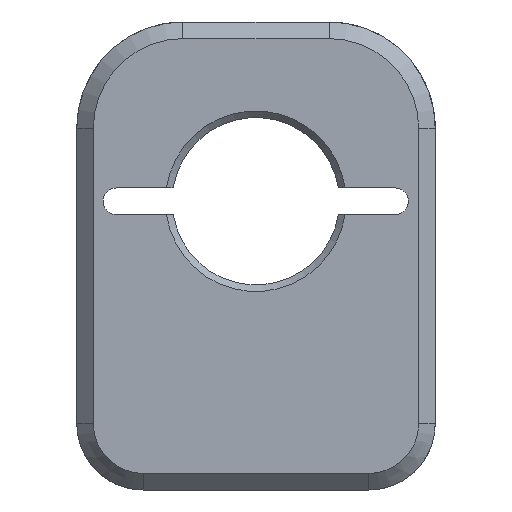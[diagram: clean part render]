
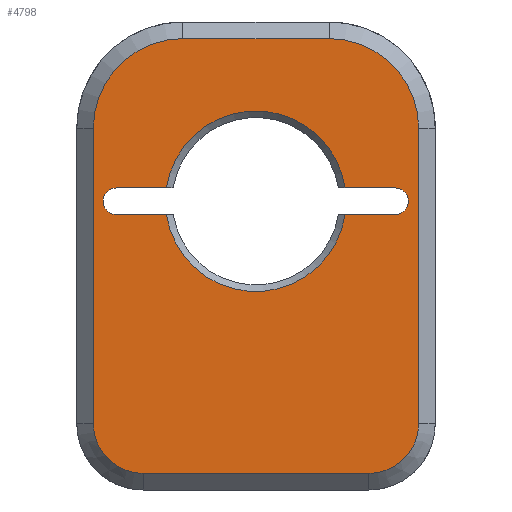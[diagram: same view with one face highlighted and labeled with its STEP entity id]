
A CAD part, front view. The second image highlights one B-rep face of the part: STEP entity #4798.
In plain terms, the highlighted planar face has unit normal (0, -1, 0).
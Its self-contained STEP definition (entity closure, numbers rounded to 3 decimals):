
#77=FACE_BOUND('',#841,.T.);
#376=PLANE('',#5187);
#542=FACE_OUTER_BOUND('',#840,.T.);
#840=EDGE_LOOP('',(#3878,#3879,#3880,#3881,#3882,#3883,#3884,#3885));
#841=EDGE_LOOP('',(#3886,#3887,#3888,#3889,#3890,#3891,#3892,#3893));
#1109=CIRCLE('',#5182,2.);
#1110=CIRCLE('',#5185,2.);
#1111=CIRCLE('',#5188,13.5);
#1112=CIRCLE('',#5189,7.5);
#1113=CIRCLE('',#5190,7.5);
#1114=CIRCLE('',#5191,13.5);
#1115=CIRCLE('',#5192,13.6);
#1116=CIRCLE('',#5193,13.6);
#1486=LINE('',#8170,#1873);
#1490=LINE('',#8180,#1877);
#1493=LINE('',#8192,#1880);
#1496=LINE('',#8207,#1883);
#1497=LINE('',#8211,#1884);
#1498=LINE('',#8215,#1885);
#1499=LINE('',#8219,#1886);
#1500=LINE('',#8223,#1887);
#1873=VECTOR('',#6118,10.);
#1877=VECTOR('',#6128,10.);
#1880=VECTOR('',#6137,10.);
#1883=VECTOR('',#6146,10.);
#1884=VECTOR('',#6149,10.);
#1885=VECTOR('',#6152,10.);
#1886=VECTOR('',#6155,10.);
#1887=VECTOR('',#6158,10.);
#2287=VERTEX_POINT('',#8165);
#2288=VERTEX_POINT('',#8169);
#2290=VERTEX_POINT('',#8177);
#2291=VERTEX_POINT('',#8179);
#2292=VERTEX_POINT('',#8185);
#2293=VERTEX_POINT('',#8189);
#2294=VERTEX_POINT('',#8191);
#2297=VERTEX_POINT('',#8203);
#2298=VERTEX_POINT('',#8209);
#2299=VERTEX_POINT('',#8210);
#2300=VERTEX_POINT('',#8212);
#2301=VERTEX_POINT('',#8214);
#2302=VERTEX_POINT('',#8216);
#2303=VERTEX_POINT('',#8218);
#2304=VERTEX_POINT('',#8220);
#2305=VERTEX_POINT('',#8222);
#2849=EDGE_CURVE('',#2288,#2287,#1486,.T.);
#2854=EDGE_CURVE('',#2291,#2290,#1490,.T.);
#2857=EDGE_CURVE('',#2292,#2290,#1109,.T.);
#2859=EDGE_CURVE('',#2294,#2293,#1493,.T.);
#2862=EDGE_CURVE('',#2288,#2293,#1110,.T.);
#2865=EDGE_CURVE('',#2292,#2297,#1496,.T.);
#2866=EDGE_CURVE('',#2298,#2299,#1497,.T.);
#2867=EDGE_CURVE('',#2300,#2298,#1111,.T.);
#2868=EDGE_CURVE('',#2301,#2300,#1498,.T.);
#2869=EDGE_CURVE('',#2302,#2301,#1112,.T.);
#2870=EDGE_CURVE('',#2303,#2302,#1499,.T.);
#2871=EDGE_CURVE('',#2304,#2303,#1113,.T.);
#2872=EDGE_CURVE('',#2305,#2304,#1500,.T.);
#2873=EDGE_CURVE('',#2299,#2305,#1114,.T.);
#2874=EDGE_CURVE('',#2294,#2297,#1115,.T.);
#2875=EDGE_CURVE('',#2291,#2287,#1116,.T.);
#3878=ORIENTED_EDGE('',*,*,#2866,.F.);
#3879=ORIENTED_EDGE('',*,*,#2867,.F.);
#3880=ORIENTED_EDGE('',*,*,#2868,.F.);
#3881=ORIENTED_EDGE('',*,*,#2869,.F.);
#3882=ORIENTED_EDGE('',*,*,#2870,.F.);
#3883=ORIENTED_EDGE('',*,*,#2871,.F.);
#3884=ORIENTED_EDGE('',*,*,#2872,.F.);
#3885=ORIENTED_EDGE('',*,*,#2873,.F.);
#3886=ORIENTED_EDGE('',*,*,#2854,.T.);
#3887=ORIENTED_EDGE('',*,*,#2857,.F.);
#3888=ORIENTED_EDGE('',*,*,#2865,.T.);
#3889=ORIENTED_EDGE('',*,*,#2874,.F.);
#3890=ORIENTED_EDGE('',*,*,#2859,.T.);
#3891=ORIENTED_EDGE('',*,*,#2862,.F.);
#3892=ORIENTED_EDGE('',*,*,#2849,.T.);
#3893=ORIENTED_EDGE('',*,*,#2875,.F.);
#4798=ADVANCED_FACE('',(#542,#77),#376,.T.);
#5182=AXIS2_PLACEMENT_3D('',#8187,#6132,#6133);
#5185=AXIS2_PLACEMENT_3D('',#8199,#6141,#6142);
#5187=AXIS2_PLACEMENT_3D('',#8208,#6147,#6148);
#5188=AXIS2_PLACEMENT_3D('',#8213,#6150,#6151);
#5189=AXIS2_PLACEMENT_3D('',#8217,#6153,#6154);
#5190=AXIS2_PLACEMENT_3D('',#8221,#6156,#6157);
#5191=AXIS2_PLACEMENT_3D('',#8224,#6159,#6160);
#5192=AXIS2_PLACEMENT_3D('',#8225,#6161,#6162);
#5193=AXIS2_PLACEMENT_3D('',#8226,#6163,#6164);
#6118=DIRECTION('',(-1.,0.,0.));
#6128=DIRECTION('',(-1.,0.,0.));
#6132=DIRECTION('center_axis',(0.,-1.,0.));
#6133=DIRECTION('ref_axis',(-0.707,0.,0.707));
#6137=DIRECTION('',(1.,0.,0.));
#6141=DIRECTION('center_axis',(0.,-1.,0.));
#6142=DIRECTION('ref_axis',(0.707,0.,-0.707));
#6146=DIRECTION('',(1.,0.,0.));
#6147=DIRECTION('center_axis',(0.,-1.,0.));
#6148=DIRECTION('ref_axis',(1.,0.,0.));
#6149=DIRECTION('',(1.,0.,0.));
#6150=DIRECTION('center_axis',(0.,1.,0.));
#6151=DIRECTION('ref_axis',(-0.707,0.,0.707));
#6152=DIRECTION('',(0.,0.,1.));
#6153=DIRECTION('center_axis',(0.,1.,0.));
#6154=DIRECTION('ref_axis',(-0.707,0.,-0.707));
#6155=DIRECTION('',(-1.,0.,0.));
#6156=DIRECTION('center_axis',(0.,1.,0.));
#6157=DIRECTION('ref_axis',(0.707,0.,-0.707));
#6158=DIRECTION('',(0.,0.,-1.));
#6159=DIRECTION('center_axis',(0.,1.,0.));
#6160=DIRECTION('ref_axis',(1.,0.,0.));
#6161=DIRECTION('center_axis',(0.,-1.,0.));
#6162=DIRECTION('ref_axis',(1.,0.,0.));
#6163=DIRECTION('center_axis',(0.,-1.,0.));
#6164=DIRECTION('ref_axis',(1.,0.,0.));
#8165=CARTESIAN_POINT('',(13.423,-9.5,15.));
#8169=CARTESIAN_POINT('',(20.97,-9.5,15.));
#8170=CARTESIAN_POINT('',(11.485,-9.5,15.));
#8177=CARTESIAN_POINT('',(-21.03,-9.5,15.));
#8179=CARTESIAN_POINT('',(-13.482,-9.5,15.));
#8180=CARTESIAN_POINT('',(11.485,-9.5,15.));
#8185=CARTESIAN_POINT('',(-21.03,-9.5,19.));
#8187=CARTESIAN_POINT('Origin',(-21.03,-9.5,17.));
#8189=CARTESIAN_POINT('',(20.97,-9.5,19.));
#8191=CARTESIAN_POINT('',(13.423,-9.5,19.));
#8192=CARTESIAN_POINT('',(-11.515,-9.5,19.));
#8199=CARTESIAN_POINT('Origin',(20.97,-9.5,17.));
#8203=CARTESIAN_POINT('',(-13.482,-9.5,19.));
#8207=CARTESIAN_POINT('',(-11.515,-9.5,19.));
#8208=CARTESIAN_POINT('Origin',(0.,-9.5,8.75));
#8209=CARTESIAN_POINT('',(-11.,-9.5,41.5));
#8210=CARTESIAN_POINT('',(11.,-9.5,41.5));
#8211=CARTESIAN_POINT('',(5.5,-9.5,41.5));
#8212=CARTESIAN_POINT('',(-24.5,-9.5,28.));
#8213=CARTESIAN_POINT('Origin',(-11.,-9.5,28.));
#8214=CARTESIAN_POINT('',(-24.5,-9.5,-16.5));
#8215=CARTESIAN_POINT('',(-24.5,-9.5,-6.625));
#8216=CARTESIAN_POINT('',(-17.,-9.5,-24.));
#8217=CARTESIAN_POINT('Origin',(-17.,-9.5,-16.5));
#8218=CARTESIAN_POINT('',(17.,-9.5,-24.));
#8219=CARTESIAN_POINT('',(-7.5,-9.5,-24.));
#8220=CARTESIAN_POINT('',(24.5,-9.5,-16.5));
#8221=CARTESIAN_POINT('Origin',(17.,-9.5,-16.5));
#8222=CARTESIAN_POINT('',(24.5,-9.5,28.));
#8223=CARTESIAN_POINT('',(24.5,-9.5,15.375));
#8224=CARTESIAN_POINT('Origin',(11.,-9.5,28.));
#8225=CARTESIAN_POINT('Origin',(-0.03,-9.5,17.));
#8226=CARTESIAN_POINT('Origin',(-0.03,-9.5,17.));
